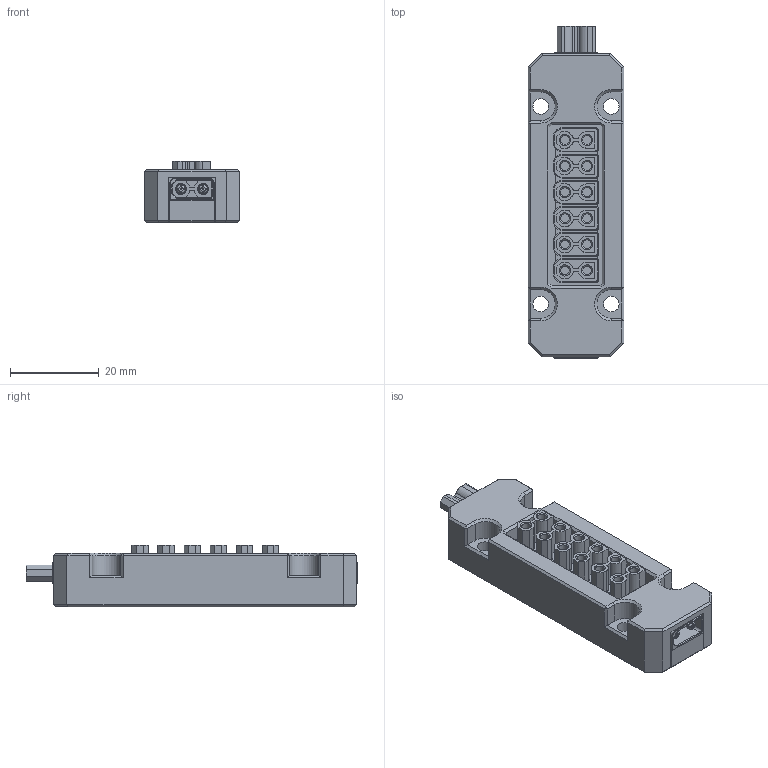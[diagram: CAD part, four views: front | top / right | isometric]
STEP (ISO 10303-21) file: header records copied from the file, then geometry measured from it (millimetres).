
FILE_DESCRIPTION(/* description */ (''),/* implementation_level */ '2;1');
FILE_NAME(/* name */ 'PWR-10002 (XT30 Long).step',/* time_stamp */ '2024-11-03T12:19:57-06:00',/* author */ (''),/* organization */ (''),/* preprocessor_version */ 'ST-DEVELOPER v20',/* originating_system */ 'Autodesk Translation Framework v13.20.0.188',/* authorisation */ '');
FILE_SCHEMA (('AUTOMOTIVE_DESIGN { 1 0 10303 214 3 1 1 }'));
Length unit declared in the file: millimetre
Products named in the file (12): PWR-10002 - xt30 linkage long enclosure; Enclosure; 95893A166_Flat Head Thread-Forming Screws for Plastic; xt30 power distribution long R01; Board; Packages; AMASS_XT30PW-M; XT30PWF; XT30PW-F_XT30PW-F; XT30UPB-F; STANDOFF_M2; LOGO_6MM_STEIN
Assembly tree (22 placements, depth 5):
  PWR-10002 - xt30 linkage long enclosure
    Enclosure
      95893A166_Flat Head Thread-Forming Screws for Plastic  x4
    xt30 power distribution long R01
      Board
      Packages
        AMASS_XT30PW-M
        XT30PWF
          XT30PW-F_XT30PW-F
        XT30UPB-F  x6
        STANDOFF_M2  x4
        LOGO_6MM_STEIN
Bounding box: 21.5 x 74.67 x 13.92 mm (x, y, z)
Volume: 12487.7 mm3; surface area: 15926.7 mm2
Topology: 25 solids, 25 shells, 1348 faces, 3444 edges, 2204 vertices
Faces by surface type: plane 712, cylinder 462, cone 92, bspline 46, torus 36
Full cylindrical faces by diameter (mm): 0.9 x8, 1 x4, 1.5 x4, 1.7 x6, 1.8 x12, 1.987 x4, 2 x36, 2.1 x2, 2.14 x24, 2.5 x10, 3.5 x4
Entity records: 29277 total; most frequent: CARTESIAN_POINT 7708, DIRECTION 4489, ORIENTED_EDGE 4364, EDGE_CURVE 2182, AXIS2_PLACEMENT_3D 1548, LINE 1393, VECTOR 1393, VERTEX_POINT 1377
